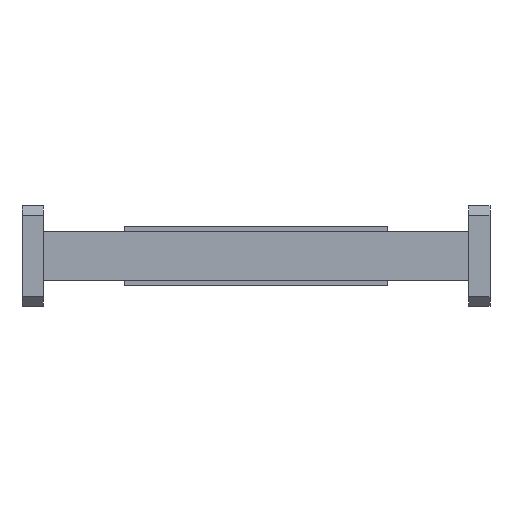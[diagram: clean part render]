
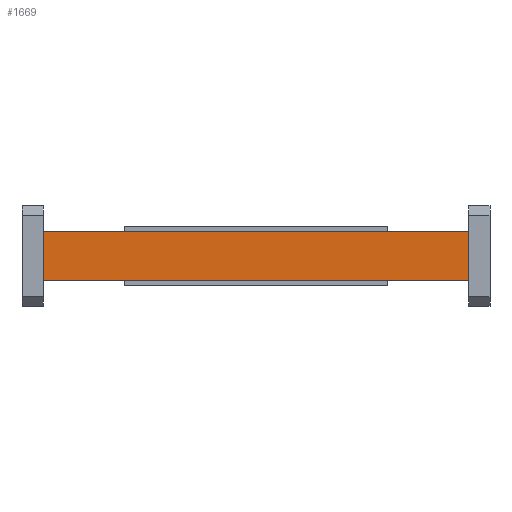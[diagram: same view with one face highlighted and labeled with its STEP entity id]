
A CAD part, front view. The second image highlights one B-rep face of the part: STEP entity #1669.
In plain terms, the highlighted planar face has unit normal (0, -1, 0).
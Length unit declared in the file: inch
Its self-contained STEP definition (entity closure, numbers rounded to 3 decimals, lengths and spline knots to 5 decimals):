
#68 = ORIENTED_EDGE ( 'NONE', *, *, #1623, .T. ) ;
#84 = DIRECTION ( 'NONE',  ( 0., 0., -1. ) ) ;
#179 = EDGE_CURVE ( 'NONE', #1453, #1195, #333, .T. ) ;
#270 = ORIENTED_EDGE ( 'NONE', *, *, #179, .T. ) ;
#322 = CARTESIAN_POINT ( 'NONE',  ( 0.16, -0.11, 0.18 ) ) ;
#333 = LINE ( 'NONE', #829, #1872 ) ;
#338 = CARTESIAN_POINT ( 'NONE',  ( 3.34, -0.11, 0.18 ) ) ;
#359 = DIRECTION ( 'NONE',  ( -1., 0., 0. ) ) ;
#408 = CARTESIAN_POINT ( 'NONE',  ( 3.34, -0.11, -0.18 ) ) ;
#431 = FACE_OUTER_BOUND ( 'NONE', #1853, .T. ) ;
#457 = DIRECTION ( 'NONE',  ( -1., 0., 0. ) ) ;
#549 = VECTOR ( 'NONE', #457, 39.37008 ) ;
#575 = VERTEX_POINT ( 'NONE', #1025 ) ;
#704 = DIRECTION ( 'NONE',  ( 0., 0., -1. ) ) ;
#771 = VECTOR ( 'NONE', #359, 39.37008 ) ;
#829 = CARTESIAN_POINT ( 'NONE',  ( 0.16, -0.11, -0.18 ) ) ;
#834 = LINE ( 'NONE', #338, #771 ) ;
#905 = CARTESIAN_POINT ( 'NONE',  ( 3.34, -0.11, -0.18 ) ) ;
#950 = LINE ( 'NONE', #905, #549 ) ;
#964 = EDGE_CURVE ( 'NONE', #575, #1198, #1237, .T. ) ;
#975 = AXIS2_PLACEMENT_3D ( 'NONE', #1810, #1251, #1403 ) ;
#1025 = CARTESIAN_POINT ( 'NONE',  ( 3.34, -0.11, 0.18 ) ) ;
#1195 = VERTEX_POINT ( 'NONE', #1408 ) ;
#1198 = VERTEX_POINT ( 'NONE', #1271 ) ;
#1237 = LINE ( 'NONE', #408, #1405 ) ;
#1251 = DIRECTION ( 'NONE',  ( 0., 1., 0. ) ) ;
#1271 = CARTESIAN_POINT ( 'NONE',  ( 3.34, -0.11, -0.18 ) ) ;
#1380 = PLANE ( 'NONE',  #975 ) ;
#1403 = DIRECTION ( 'NONE',  ( 0., 0., 1. ) ) ;
#1405 = VECTOR ( 'NONE', #704, 39.37008 ) ;
#1408 = CARTESIAN_POINT ( 'NONE',  ( 0.16, -0.11, -0.18 ) ) ;
#1453 = VERTEX_POINT ( 'NONE', #322 ) ;
#1468 = EDGE_CURVE ( 'NONE', #1198, #1195, #950, .T. ) ;
#1475 = ORIENTED_EDGE ( 'NONE', *, *, #1468, .F. ) ;
#1486 = ORIENTED_EDGE ( 'NONE', *, *, #964, .F. ) ;
#1623 = EDGE_CURVE ( 'NONE', #575, #1453, #834, .T. ) ;
#1669 = ADVANCED_FACE ( 'NONE', ( #431 ), #1380, .F. ) ;
#1810 = CARTESIAN_POINT ( 'NONE',  ( 3.34, -0.11, -0.18 ) ) ;
#1853 = EDGE_LOOP ( 'NONE', ( #270, #1475, #1486, #68 ) ) ;
#1872 = VECTOR ( 'NONE', #84, 39.37008 ) ;
